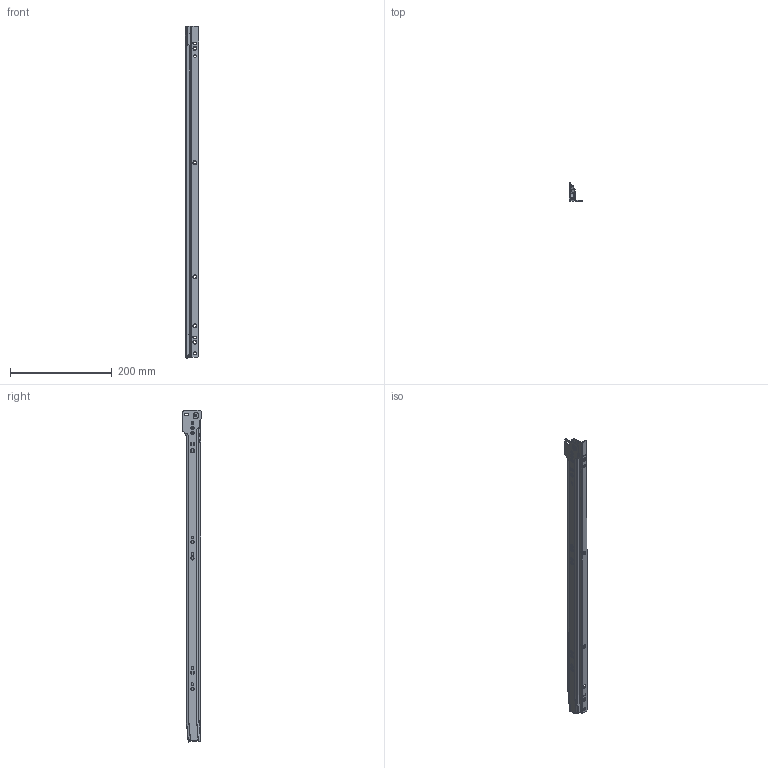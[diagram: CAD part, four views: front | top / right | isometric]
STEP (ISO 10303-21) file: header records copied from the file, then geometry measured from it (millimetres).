
FILE_DESCRIPTION (( 'STEP AP214' ), '1' );
FILE_NAME ('FR_2021.0650mm_26inch_closed_left.STEP', '2022-11-15T07:44:45', ( '' ), ( '' ), 'SwSTEP 2.0', 'SolidWorks 2020', '' );
FILE_SCHEMA (( 'AUTOMOTIVE_DESIGN' ));
Length unit declared in the file: millimetre
Products named in the file (5): 2021.XXX-01.W124.li_NL 650; 2021.XXX-01.W124.li_NL 650 Topf Standard; 2021.XXX-03.W153_NL 650 li ge; 2021.XXX-03.W153.li_NL 650; FR_2021.0650mm_26inch_closed_left
Assembly tree (4 placements, depth 3):
  FR_2021.0650mm_26inch_closed_left
    2021.XXX-01.W124.li_NL 650
      2021.XXX-01.W124.li_NL 650 Topf Standard
    2021.XXX-03.W153.li_NL 650
      2021.XXX-03.W153_NL 650 li ge
Bounding box: 25.5 x 36.4 x 651.08 mm (x, y, z)
Volume: 65423.5 mm3; surface area: 105903.7 mm2
Topology: 2 solids, 2 shells, 892 faces, 2145 edges, 1364 vertices
Faces by surface type: cylinder 408, plane 362, cone 58, bspline 45, torus 19
Entity records: 29766 total; most frequent: CARTESIAN_POINT 6984, DIRECTION 4577, ORIENTED_EDGE 4288, EDGE_CURVE 2144, AXIS2_PLACEMENT_3D 1716, VERTEX_POINT 1364, LINE 1145, VECTOR 1145
